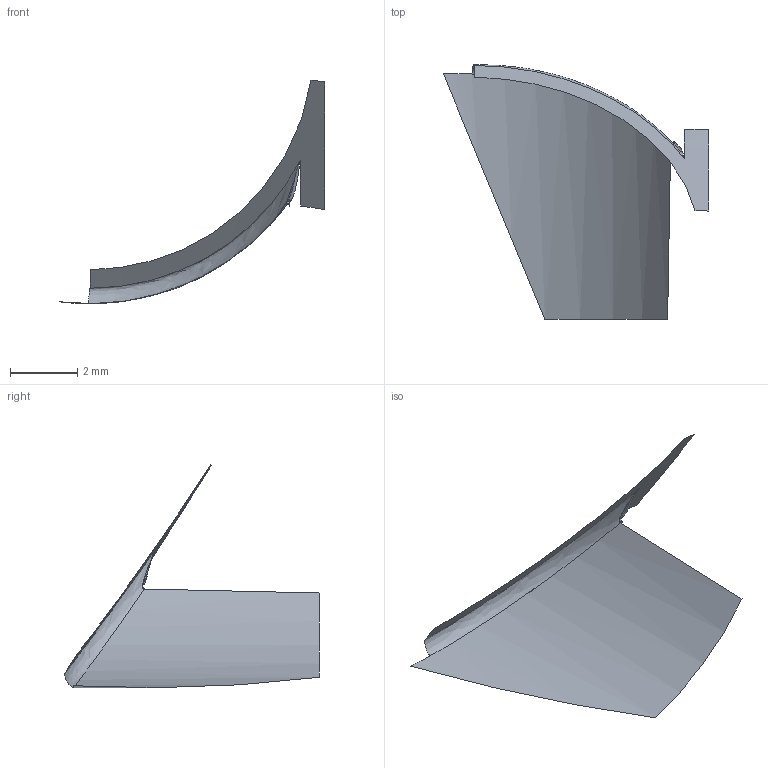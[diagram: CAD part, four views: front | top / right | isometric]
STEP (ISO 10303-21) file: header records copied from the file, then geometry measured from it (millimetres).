
FILE_DESCRIPTION(('Open CASCADE Model'),'2;1');
FILE_NAME('Open CASCADE Shape Model','2014-05-28T16:29:02',('Author'),( 'Open CASCADE'),'Open CASCADE STEP processor 6.6','Open CASCADE 6.6' ,'Unknown');
FILE_SCHEMA(('AUTOMOTIVE_DESIGN { 1 0 10303 214 1 1 1 1 }'));
Length unit declared in the file: millimetre
Products named in the file (1): deckel
Bounding box: 7.9 x 7.58 x 6.65 mm (x, y, z)
Surface area: 52.3 mm2 (no closed solid volume)
Topology: 0 solids, 1 shells, 7 faces, 26 edges, 20 vertices
Faces by surface type: bspline 6, cylinder 1
Entity records: 1274 total; most frequent: CARTESIAN_POINT 1009, ORIENTED_EDGE 35, PRESENTATION_STYLE_ASSIGNMENT 29, STYLED_ITEM 29, EDGE_CURVE 28, CURVE_STYLE 28, B_SPLINE_CURVE_WITH_KNOTS 24, VERTEX_POINT 21
